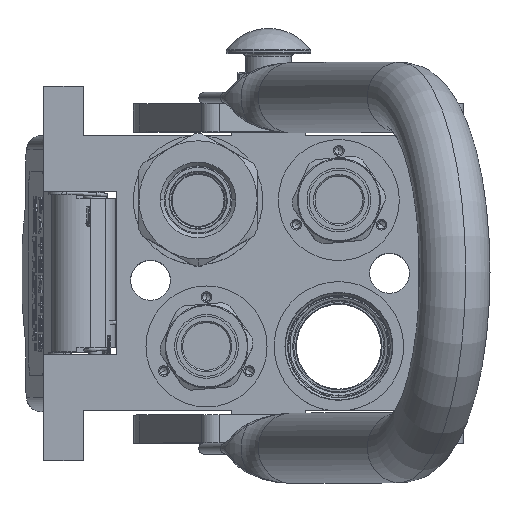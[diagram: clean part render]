
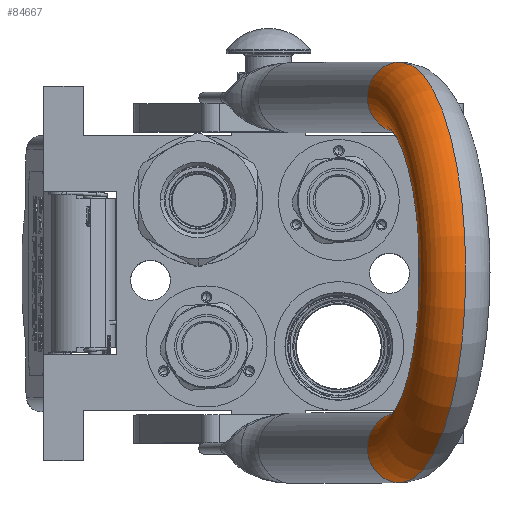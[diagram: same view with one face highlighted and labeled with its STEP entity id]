
A CAD part, top view. The second image highlights one B-rep face of the part: STEP entity #84667.
In plain terms, the highlighted toroidal (fillet/blend) face has major radius 62.25 mm and minor radius 12.5 mm.
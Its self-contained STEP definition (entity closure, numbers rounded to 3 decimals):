
#521 = EDGE_CURVE ( 'NONE', #23191, #79910, #117698, .T. ) ;
#6100 = DIRECTION ( 'NONE',  ( 0., 0., 1. ) ) ;
#7275 = VERTEX_POINT ( 'NONE', #77493 ) ;
#8400 = CARTESIAN_POINT ( 'NONE',  ( 0., 0., 125.25 ) ) ;
#14068 = DIRECTION ( 'NONE',  ( -1., 0., 0. ) ) ;
#16942 = DIRECTION ( 'NONE',  ( -1., 0., 0. ) ) ;
#17526 = CIRCLE ( 'NONE', #111718, 12.5 ) ;
#23191 = VERTEX_POINT ( 'NONE', #37179 ) ;
#25603 = FACE_OUTER_BOUND ( 'NONE', #46104, .T. ) ;
#27637 = AXIS2_PLACEMENT_3D ( 'NONE', #34853, #110195, #14068 ) ;
#27780 = CARTESIAN_POINT ( 'NONE',  ( -62.25, 0., 125.25 ) ) ;
#34853 = CARTESIAN_POINT ( 'NONE',  ( 0., 0., 125.25 ) ) ;
#37179 = CARTESIAN_POINT ( 'NONE',  ( -74.75, 0., 125.25 ) ) ;
#46104 = EDGE_LOOP ( 'NONE', ( #134469, #46697, #54867, #74219 ) ) ;
#46697 = ORIENTED_EDGE ( 'NONE', *, *, #71764, .F. ) ;
#47824 = DIRECTION ( 'NONE',  ( -1., 0., 0. ) ) ;
#49483 = DIRECTION ( 'NONE',  ( 0., 1., 0. ) ) ;
#51827 = CARTESIAN_POINT ( 'NONE',  ( 74.75, 0., 125.25 ) ) ;
#54867 = ORIENTED_EDGE ( 'NONE', *, *, #521, .F. ) ;
#60980 = TOROIDAL_SURFACE ( 'NONE', #134643, 62.25, 12.5 ) ;
#65076 = AXIS2_PLACEMENT_3D ( 'NONE', #101517, #91611, #47824 ) ;
#71764 = EDGE_CURVE ( 'NONE', #79910, #77768, #17526, .T. ) ;
#74219 = ORIENTED_EDGE ( 'NONE', *, *, #94555, .T. ) ;
#77493 = CARTESIAN_POINT ( 'NONE',  ( -49.75, 0., 125.25 ) ) ;
#77768 = VERTEX_POINT ( 'NONE', #100334 ) ;
#79910 = VERTEX_POINT ( 'NONE', #51827 ) ;
#79980 = DIRECTION ( 'NONE',  ( 1., 0., 0. ) ) ;
#83362 = DIRECTION ( 'NONE',  ( 1., 0., 0. ) ) ;
#84667 = ADVANCED_FACE ( 'NONE', ( #25603 ), #60980, .T. ) ;
#88959 = CARTESIAN_POINT ( 'NONE',  ( 62.25, 0., 125.25 ) ) ;
#91611 = DIRECTION ( 'NONE',  ( 0., 1., 0. ) ) ;
#94555 = EDGE_CURVE ( 'NONE', #23191, #7275, #101830, .T. ) ;
#95261 = EDGE_CURVE ( 'NONE', #7275, #77768, #138824, .T. ) ;
#97554 = AXIS2_PLACEMENT_3D ( 'NONE', #27780, #6100, #16942 ) ;
#100274 = DIRECTION ( 'NONE',  ( 0., 0., -1. ) ) ;
#100334 = CARTESIAN_POINT ( 'NONE',  ( 49.75, 0., 125.25 ) ) ;
#101517 = CARTESIAN_POINT ( 'NONE',  ( 0., 0., 125.25 ) ) ;
#101830 = CIRCLE ( 'NONE', #97554, 12.5 ) ;
#110195 = DIRECTION ( 'NONE',  ( 0., 1., 0. ) ) ;
#111718 = AXIS2_PLACEMENT_3D ( 'NONE', #88959, #100274, #79980 ) ;
#117698 = CIRCLE ( 'NONE', #27637, 74.75 ) ;
#134469 = ORIENTED_EDGE ( 'NONE', *, *, #95261, .T. ) ;
#134643 = AXIS2_PLACEMENT_3D ( 'NONE', #8400, #49483, #83362 ) ;
#138824 = CIRCLE ( 'NONE', #65076, 49.75 ) ;
